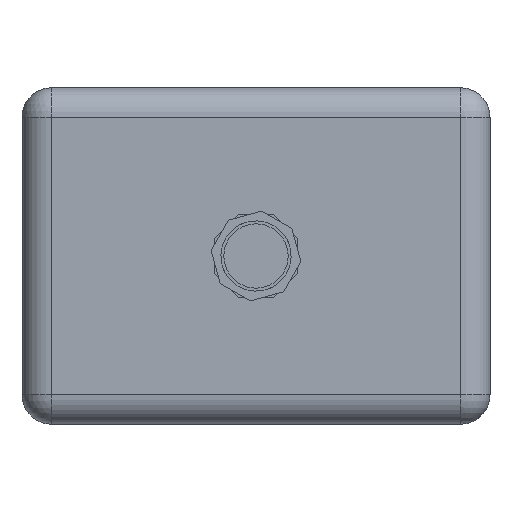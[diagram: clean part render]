
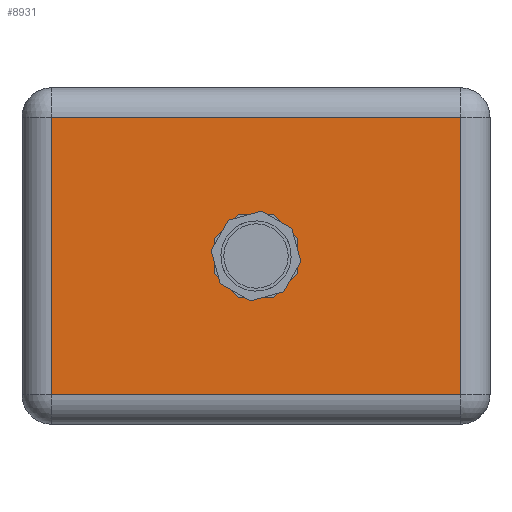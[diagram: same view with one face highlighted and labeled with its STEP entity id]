
A CAD part, front view. The second image highlights one B-rep face of the part: STEP entity #8931.
In plain terms, the highlighted planar face has unit normal (0, -1, 0).
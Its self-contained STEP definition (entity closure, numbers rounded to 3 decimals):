
#839=FACE_BOUND('',#1752,.T.);
#1215=FACE_OUTER_BOUND('',#1751,.T.);
#1751=EDGE_LOOP('',(#6045,#6046,#6047,#6048));
#1752=EDGE_LOOP('',(#6049,#6050,#6051,#6052,#6053,#6054,#6055,#6056));
#2379=LINE('',#13047,#3095);
#2380=LINE('',#13049,#3096);
#2381=LINE('',#13051,#3097);
#2382=LINE('',#13052,#3098);
#2383=LINE('',#13055,#3099);
#2384=LINE('',#13057,#3100);
#2385=LINE('',#13059,#3101);
#2386=LINE('',#13061,#3102);
#2387=LINE('',#13063,#3103);
#2388=LINE('',#13065,#3104);
#2389=LINE('',#13067,#3105);
#2390=LINE('',#13068,#3106);
#3095=VECTOR('',#10596,280.);
#3096=VECTOR('',#10597,190.);
#3097=VECTOR('',#10598,280.);
#3098=VECTOR('',#10599,190.);
#3099=VECTOR('',#10600,23.61);
#3100=VECTOR('',#10601,23.61);
#3101=VECTOR('',#10602,23.61);
#3102=VECTOR('',#10603,23.61);
#3103=VECTOR('',#10604,23.61);
#3104=VECTOR('',#10605,23.61);
#3105=VECTOR('',#10606,23.61);
#3106=VECTOR('',#10607,23.61);
#3815=VERTEX_POINT('',#13045);
#3816=VERTEX_POINT('',#13046);
#3817=VERTEX_POINT('',#13048);
#3818=VERTEX_POINT('',#13050);
#3819=VERTEX_POINT('',#13053);
#3820=VERTEX_POINT('',#13054);
#3821=VERTEX_POINT('',#13056);
#3822=VERTEX_POINT('',#13058);
#3823=VERTEX_POINT('',#13060);
#3824=VERTEX_POINT('',#13062);
#3825=VERTEX_POINT('',#13064);
#3826=VERTEX_POINT('',#13066);
#4693=EDGE_CURVE('',#3815,#3816,#2379,.F.);
#4694=EDGE_CURVE('',#3816,#3817,#2380,.F.);
#4695=EDGE_CURVE('',#3817,#3818,#2381,.F.);
#4696=EDGE_CURVE('',#3818,#3815,#2382,.F.);
#4697=EDGE_CURVE('',#3819,#3820,#2383,.T.);
#4698=EDGE_CURVE('',#3821,#3819,#2384,.T.);
#4699=EDGE_CURVE('',#3822,#3821,#2385,.T.);
#4700=EDGE_CURVE('',#3823,#3822,#2386,.T.);
#4701=EDGE_CURVE('',#3824,#3823,#2387,.T.);
#4702=EDGE_CURVE('',#3825,#3824,#2388,.T.);
#4703=EDGE_CURVE('',#3826,#3825,#2389,.T.);
#4704=EDGE_CURVE('',#3820,#3826,#2390,.T.);
#6045=ORIENTED_EDGE('',*,*,#4693,.T.);
#6046=ORIENTED_EDGE('',*,*,#4694,.T.);
#6047=ORIENTED_EDGE('',*,*,#4695,.T.);
#6048=ORIENTED_EDGE('',*,*,#4696,.T.);
#6049=ORIENTED_EDGE('',*,*,#4697,.F.);
#6050=ORIENTED_EDGE('',*,*,#4698,.F.);
#6051=ORIENTED_EDGE('',*,*,#4699,.F.);
#6052=ORIENTED_EDGE('',*,*,#4700,.F.);
#6053=ORIENTED_EDGE('',*,*,#4701,.F.);
#6054=ORIENTED_EDGE('',*,*,#4702,.F.);
#6055=ORIENTED_EDGE('',*,*,#4703,.F.);
#6056=ORIENTED_EDGE('',*,*,#4704,.F.);
#8714=PLANE('',#9695);
#8931=ADVANCED_FACE('',(#1215,#839),#8714,.F.);
#9695=AXIS2_PLACEMENT_3D('',#13044,#10594,#10595);
#10594=DIRECTION('center_axis',(0.,1.,0.));
#10595=DIRECTION('ref_axis',(0.,0.,1.));
#10596=DIRECTION('',(1.,0.,0.));
#10597=DIRECTION('',(0.,0.,1.));
#10598=DIRECTION('',(-1.,0.,0.));
#10599=DIRECTION('',(0.,0.,-1.));
#10600=DIRECTION('',(0.,0.,-1.));
#10601=DIRECTION('',(-0.707,0.,-0.707));
#10602=DIRECTION('',(-1.,0.,0.));
#10603=DIRECTION('',(-0.707,0.,0.707));
#10604=DIRECTION('',(0.,0.,1.));
#10605=DIRECTION('',(0.707,0.,0.707));
#10606=DIRECTION('',(1.,0.,0.));
#10607=DIRECTION('',(0.707,0.,-0.707));
#13044=CARTESIAN_POINT('Origin',(0.,0.,0.));
#13045=CARTESIAN_POINT('',(140.,0.,95.));
#13046=CARTESIAN_POINT('',(-140.,0.,95.));
#13047=CARTESIAN_POINT('',(-140.,0.,95.));
#13048=CARTESIAN_POINT('',(-140.,0.,-95.));
#13049=CARTESIAN_POINT('',(-140.,0.,-95.));
#13050=CARTESIAN_POINT('',(140.,0.,-95.));
#13051=CARTESIAN_POINT('',(140.,0.,-95.));
#13052=CARTESIAN_POINT('',(140.,0.,95.));
#13053=CARTESIAN_POINT('',(-28.5,0.,11.805));
#13054=CARTESIAN_POINT('',(-28.5,0.,-11.805));
#13055=CARTESIAN_POINT('',(-28.5,0.,11.805));
#13056=CARTESIAN_POINT('',(-11.805,0.,28.5));
#13057=CARTESIAN_POINT('',(-11.805,0.,28.5));
#13058=CARTESIAN_POINT('',(11.805,0.,28.5));
#13059=CARTESIAN_POINT('',(11.805,0.,28.5));
#13060=CARTESIAN_POINT('',(28.5,0.,11.805));
#13061=CARTESIAN_POINT('',(28.5,0.,11.805));
#13062=CARTESIAN_POINT('',(28.5,0.,-11.805));
#13063=CARTESIAN_POINT('',(28.5,0.,-11.805));
#13064=CARTESIAN_POINT('',(11.805,0.,-28.5));
#13065=CARTESIAN_POINT('',(11.805,0.,-28.5));
#13066=CARTESIAN_POINT('',(-11.805,0.,-28.5));
#13067=CARTESIAN_POINT('',(-11.805,0.,-28.5));
#13068=CARTESIAN_POINT('',(-28.5,0.,-11.805));
